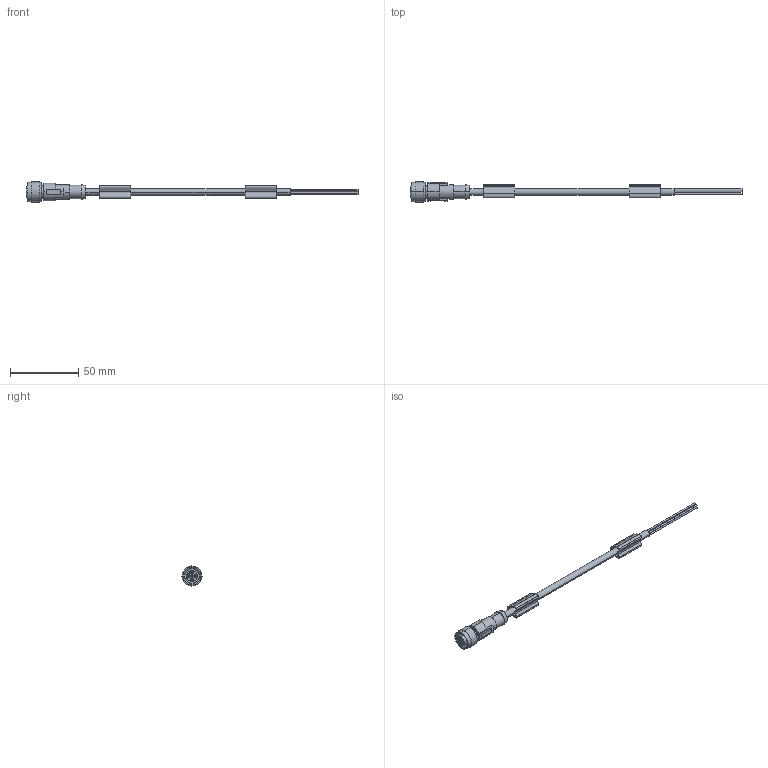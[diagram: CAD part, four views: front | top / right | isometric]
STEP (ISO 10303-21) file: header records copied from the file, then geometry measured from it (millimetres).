
FILE_DESCRIPTION(('SolidDesigner STEP Export'),'2;1');
FILE_NAME('1683374.stp','2010-01-27T 8:41:55',(''),(''),'CoCreate Modeling STEP processor for AP214 (Solid Model)','CoCreate Modeling 16.00A 16-Aug-2008 (C) Parametric Technology GmbH','');
FILE_SCHEMA(('AUTOMOTIVE_DESIGN { 1 0 10303 214 1 1 1 1 }'));
Length unit declared in the file: millimetre
Products named in the file (2): 1683374
Assembly tree (1 placements, depth 2):
  1683374
    1683374
Bounding box: 243.9 x 14.7 x 14.7 mm (x, y, z)
Volume: 8791.8 mm3; surface area: 8955.2 mm2
Topology: 1 solids, 1 shells, 263 faces, 717 edges, 474 vertices
Faces by surface type: cylinder 128, plane 81, cone 36, extrusion 18
Entity records: 11093 total; most frequent: CARTESIAN_POINT 3038, ORIENTED_EDGE 1434, DIRECTION 1086, EDGE_CURVE 717, VERTEX_POINT 474, AXIS2_PLACEMENT_3D 373, VECTOR 340, LINE 322
